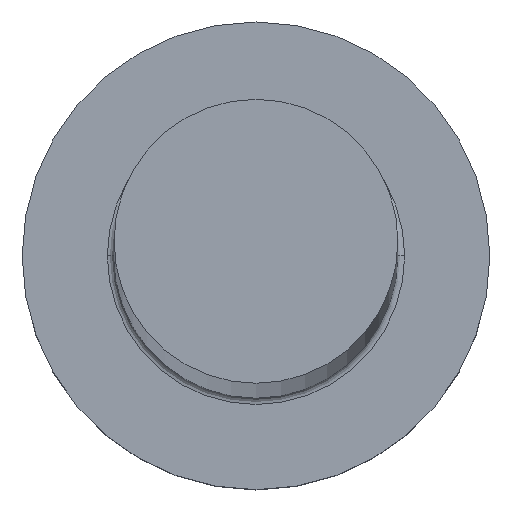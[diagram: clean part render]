
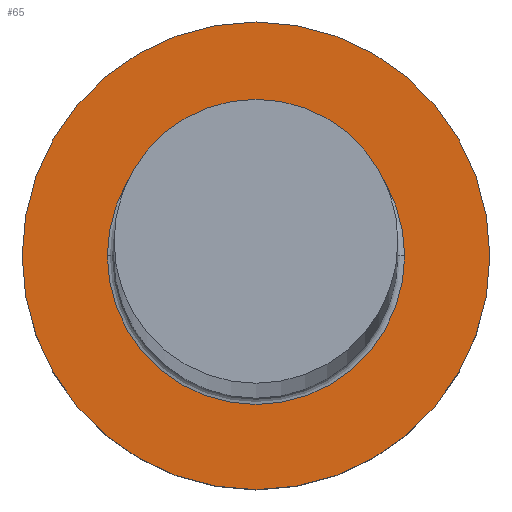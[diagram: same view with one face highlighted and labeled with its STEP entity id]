
A CAD part, top view. The second image highlights one B-rep face of the part: STEP entity #65.
In plain terms, the highlighted planar face has unit normal (0, 0, 1).
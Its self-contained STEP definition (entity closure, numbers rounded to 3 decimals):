
#2 = VERTEX_POINT ( 'NONE', #70 ) ;
#13 = AXIS2_PLACEMENT_3D ( 'NONE', #245, #33, #35 ) ;
#16 = FACE_BOUND ( 'NONE', #212, .T. ) ;
#20 = VERTEX_POINT ( 'NONE', #237 ) ;
#27 = DIRECTION ( 'NONE',  ( 0., 0., 1. ) ) ;
#28 = ORIENTED_EDGE ( 'NONE', *, *, #167, .T. ) ;
#29 = EDGE_CURVE ( 'NONE', #259, #20, #221, .T. ) ;
#33 = DIRECTION ( 'NONE',  ( 0., 0., 1. ) ) ;
#35 = DIRECTION ( 'NONE',  ( 1., 0., 0. ) ) ;
#45 = EDGE_CURVE ( 'NONE', #168, #2, #258, .T. ) ;
#46 = DIRECTION ( 'NONE',  ( 1., 0., 0. ) ) ;
#47 = CIRCLE ( 'NONE', #218, 7. ) ;
#65 = ADVANCED_FACE ( 'NONE', ( #16, #273 ), #146, .T. ) ;
#67 = CIRCLE ( 'NONE', #73, 4.45 ) ;
#68 = CARTESIAN_POINT ( 'NONE',  ( 0., 0., 5. ) ) ;
#70 = CARTESIAN_POINT ( 'NONE',  ( 4.45, 0., 5. ) ) ;
#73 = AXIS2_PLACEMENT_3D ( 'NONE', #68, #108, #147 ) ;
#84 = DIRECTION ( 'NONE',  ( 0., 0., 1. ) ) ;
#104 = AXIS2_PLACEMENT_3D ( 'NONE', #120, #145, #249 ) ;
#108 = DIRECTION ( 'NONE',  ( 0., 0., -1. ) ) ;
#112 = DIRECTION ( 'NONE',  ( 1., 0., 0. ) ) ;
#120 = CARTESIAN_POINT ( 'NONE',  ( 0., 0., 5. ) ) ;
#127 = AXIS2_PLACEMENT_3D ( 'NONE', #186, #27, #112 ) ;
#136 = ORIENTED_EDGE ( 'NONE', *, *, #29, .T. ) ;
#145 = DIRECTION ( 'NONE',  ( 0., 0., -1. ) ) ;
#146 = PLANE ( 'NONE',  #13 ) ;
#147 = DIRECTION ( 'NONE',  ( 1., 0., 0. ) ) ;
#151 = ORIENTED_EDGE ( 'NONE', *, *, #45, .T. ) ;
#154 = EDGE_LOOP ( 'NONE', ( #136, #244 ) ) ;
#167 = EDGE_CURVE ( 'NONE', #2, #168, #67, .T. ) ;
#168 = VERTEX_POINT ( 'NONE', #254 ) ;
#180 = CARTESIAN_POINT ( 'NONE',  ( 0., 0., 5. ) ) ;
#186 = CARTESIAN_POINT ( 'NONE',  ( 0., 0., 5. ) ) ;
#211 = EDGE_CURVE ( 'NONE', #20, #259, #47, .T. ) ;
#212 = EDGE_LOOP ( 'NONE', ( #28, #151 ) ) ;
#218 = AXIS2_PLACEMENT_3D ( 'NONE', #180, #84, #46 ) ;
#221 = CIRCLE ( 'NONE', #127, 7. ) ;
#237 = CARTESIAN_POINT ( 'NONE',  ( 7., 0., 5. ) ) ;
#244 = ORIENTED_EDGE ( 'NONE', *, *, #211, .T. ) ;
#245 = CARTESIAN_POINT ( 'NONE',  ( 0., 0., 5. ) ) ;
#249 = DIRECTION ( 'NONE',  ( 1., 0., 0. ) ) ;
#254 = CARTESIAN_POINT ( 'NONE',  ( -4.45, 0., 5. ) ) ;
#258 = CIRCLE ( 'NONE', #104, 4.45 ) ;
#259 = VERTEX_POINT ( 'NONE', #262 ) ;
#262 = CARTESIAN_POINT ( 'NONE',  ( -7., 0., 5. ) ) ;
#273 = FACE_OUTER_BOUND ( 'NONE', #154, .T. ) ;
